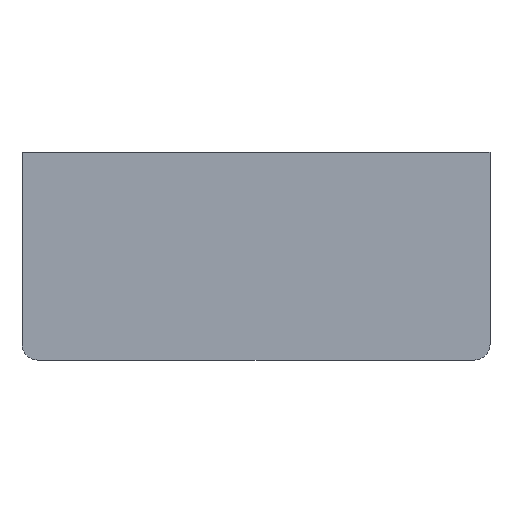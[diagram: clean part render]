
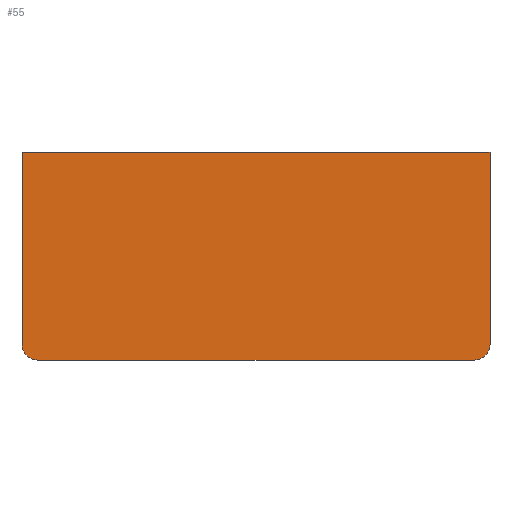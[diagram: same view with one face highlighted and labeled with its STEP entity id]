
A CAD part, front view. The second image highlights one B-rep face of the part: STEP entity #55.
In plain terms, the highlighted planar face has unit normal (0, -1, 0).
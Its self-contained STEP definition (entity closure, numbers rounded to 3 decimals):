
#2 = EDGE_CURVE ( 'NONE', #87, #64, #74, .T. ) ;
#12 = CARTESIAN_POINT ( 'NONE',  ( -4.5, 0., -3.7 ) ) ;
#14 = FACE_OUTER_BOUND ( 'NONE', #43, .T. ) ;
#16 = CARTESIAN_POINT ( 'NONE',  ( 4.2, 0., -3.7 ) ) ;
#17 = CARTESIAN_POINT ( 'NONE',  ( 4.2, 0., -3.7 ) ) ;
#19 = DIRECTION ( 'NONE',  ( 0., 0., 1. ) ) ;
#24 = ORIENTED_EDGE ( 'NONE', *, *, #42, .F. ) ;
#25 = ORIENTED_EDGE ( 'NONE', *, *, #95, .F. ) ;
#31 = CARTESIAN_POINT ( 'NONE',  ( -4.2, 0., -3.7 ) ) ;
#34 = ORIENTED_EDGE ( 'NONE', *, *, #36, .F. ) ;
#36 = EDGE_CURVE ( 'NONE', #69, #85, #113, .T. ) ;
#42 = EDGE_CURVE ( 'NONE', #132, #69, #47, .T. ) ;
#43 = EDGE_LOOP ( 'NONE', ( #125, #34, #24, #25, #145, #207 ) ) ;
#47 = CIRCLE ( 'NONE', #196, 0.3 ) ;
#49 = LINE ( 'NONE', #129, #105 ) ;
#50 = DIRECTION ( 'NONE',  ( 0., 0., 1. ) ) ;
#54 = CARTESIAN_POINT ( 'NONE',  ( 4.5, 0., 0. ) ) ;
#55 = ADVANCED_FACE ( 'NONE', ( #14 ), #155, .F. ) ;
#62 = EDGE_CURVE ( 'NONE', #85, #87, #195, .T. ) ;
#64 = VERTEX_POINT ( 'NONE', #213 ) ;
#66 = CIRCLE ( 'NONE', #79, 0.3 ) ;
#69 = VERTEX_POINT ( 'NONE', #12 ) ;
#74 = LINE ( 'NONE', #54, #97 ) ;
#79 = AXIS2_PLACEMENT_3D ( 'NONE', #17, #179, #19 ) ;
#85 = VERTEX_POINT ( 'NONE', #215 ) ;
#87 = VERTEX_POINT ( 'NONE', #250 ) ;
#95 = EDGE_CURVE ( 'NONE', #169, #132, #49, .T. ) ;
#97 = VECTOR ( 'NONE', #114, 1000. ) ;
#105 = VECTOR ( 'NONE', #231, 1000. ) ;
#108 = CARTESIAN_POINT ( 'NONE',  ( -4.5, 0., -3.7 ) ) ;
#113 = LINE ( 'NONE', #108, #182 ) ;
#114 = DIRECTION ( 'NONE',  ( 0., 0., -1. ) ) ;
#125 = ORIENTED_EDGE ( 'NONE', *, *, #62, .F. ) ;
#129 = CARTESIAN_POINT ( 'NONE',  ( 4.2, 0., -4. ) ) ;
#132 = VERTEX_POINT ( 'NONE', #241 ) ;
#136 = VECTOR ( 'NONE', #236, 1000. ) ;
#140 = CARTESIAN_POINT ( 'NONE',  ( 4.2, 0., -4. ) ) ;
#145 = ORIENTED_EDGE ( 'NONE', *, *, #190, .F. ) ;
#149 = AXIS2_PLACEMENT_3D ( 'NONE', #16, #173, #188 ) ;
#154 = CARTESIAN_POINT ( 'NONE',  ( 0., 0., 0. ) ) ;
#155 = PLANE ( 'NONE',  #149 ) ;
#169 = VERTEX_POINT ( 'NONE', #140 ) ;
#173 = DIRECTION ( 'NONE',  ( 0., 1., 0. ) ) ;
#179 = DIRECTION ( 'NONE',  ( 0., 1., 0. ) ) ;
#182 = VECTOR ( 'NONE', #50, 1000. ) ;
#188 = DIRECTION ( 'NONE',  ( 0., 0., 1. ) ) ;
#190 = EDGE_CURVE ( 'NONE', #64, #169, #66, .T. ) ;
#195 = LINE ( 'NONE', #154, #136 ) ;
#196 = AXIS2_PLACEMENT_3D ( 'NONE', #31, #255, #254 ) ;
#207 = ORIENTED_EDGE ( 'NONE', *, *, #2, .F. ) ;
#213 = CARTESIAN_POINT ( 'NONE',  ( 4.5, 0., -3.7 ) ) ;
#215 = CARTESIAN_POINT ( 'NONE',  ( -4.5, 0., 0. ) ) ;
#231 = DIRECTION ( 'NONE',  ( -1., 0., 0. ) ) ;
#236 = DIRECTION ( 'NONE',  ( 1., 0., 0. ) ) ;
#241 = CARTESIAN_POINT ( 'NONE',  ( -4.2, 0., -4. ) ) ;
#250 = CARTESIAN_POINT ( 'NONE',  ( 4.5, 0., 0. ) ) ;
#254 = DIRECTION ( 'NONE',  ( 0., 0., 1. ) ) ;
#255 = DIRECTION ( 'NONE',  ( 0., 1., 0. ) ) ;
